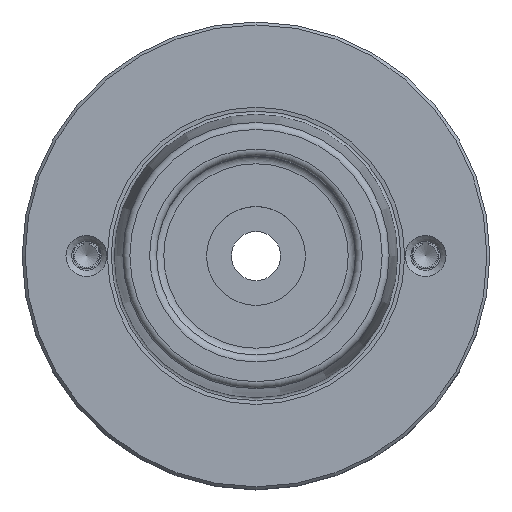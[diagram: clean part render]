
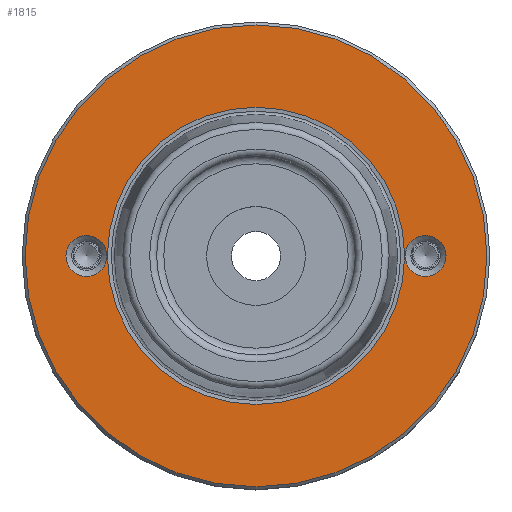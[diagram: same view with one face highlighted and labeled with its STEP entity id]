
A CAD part, top view. The second image highlights one B-rep face of the part: STEP entity #1815.
In plain terms, the highlighted planar face has unit normal (0, 0, 1).
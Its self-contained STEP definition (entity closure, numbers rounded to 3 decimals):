
#199=ORIENTED_EDGE('',*,*,#449,.T.);
#200=ORIENTED_EDGE('',*,*,#450,.T.);
#201=ORIENTED_EDGE('',*,*,#451,.T.);
#202=ORIENTED_EDGE('',*,*,#448,.F.);
#448=EDGE_CURVE('',#579,#579,#696,.T.);
#449=EDGE_CURVE('',#580,#580,#697,.F.);
#450=EDGE_CURVE('',#581,#581,#698,.F.);
#451=EDGE_CURVE('',#582,#582,#699,.T.);
#579=VERTEX_POINT('',#2641);
#580=VERTEX_POINT('',#2644);
#581=VERTEX_POINT('',#2646);
#582=VERTEX_POINT('',#2648);
#696=CIRCLE('',#1962,25.423);
#697=CIRCLE('',#1964,3.5);
#698=CIRCLE('',#1965,3.5);
#699=CIRCLE('',#1966,39.5);
#808=EDGE_LOOP('',(#199));
#809=EDGE_LOOP('',(#200));
#810=EDGE_LOOP('',(#201));
#811=EDGE_LOOP('',(#202));
#998=FACE_BOUND('',#808,.T.);
#999=FACE_BOUND('',#809,.T.);
#1000=FACE_BOUND('',#810,.T.);
#1001=FACE_BOUND('',#811,.T.);
#1157=PLANE('',#1963);
#1815=ADVANCED_FACE('',(#998,#999,#1000,#1001),#1157,.T.);
#1962=AXIS2_PLACEMENT_3D('',#2640,#2214,#2215);
#1963=AXIS2_PLACEMENT_3D('',#2642,#2216,#2217);
#1964=AXIS2_PLACEMENT_3D('',#2643,#2218,#2219);
#1965=AXIS2_PLACEMENT_3D('',#2645,#2220,#2221);
#1966=AXIS2_PLACEMENT_3D('',#2647,#2222,#2223);
#2214=DIRECTION('',(0.,0.,1.));
#2215=DIRECTION('',(1.,0.,0.));
#2216=DIRECTION('',(0.,0.,1.));
#2217=DIRECTION('',(1.,0.,0.));
#2218=DIRECTION('',(0.,0.,1.));
#2219=DIRECTION('',(1.,0.,0.));
#2220=DIRECTION('',(0.,0.,1.));
#2221=DIRECTION('',(1.,0.,0.));
#2222=DIRECTION('',(0.,0.,1.));
#2223=DIRECTION('',(1.,0.,0.));
#2640=CARTESIAN_POINT('',(0.,0.,0.));
#2641=CARTESIAN_POINT('',(25.423,0.,0.));
#2642=CARTESIAN_POINT('',(39.5,0.,0.));
#2643=CARTESIAN_POINT('',(-29.,0.,0.));
#2644=CARTESIAN_POINT('',(-25.5,0.,0.));
#2645=CARTESIAN_POINT('',(29.,0.,0.));
#2646=CARTESIAN_POINT('',(32.5,0.,0.));
#2647=CARTESIAN_POINT('',(0.,0.,0.));
#2648=CARTESIAN_POINT('',(39.5,0.,0.));
